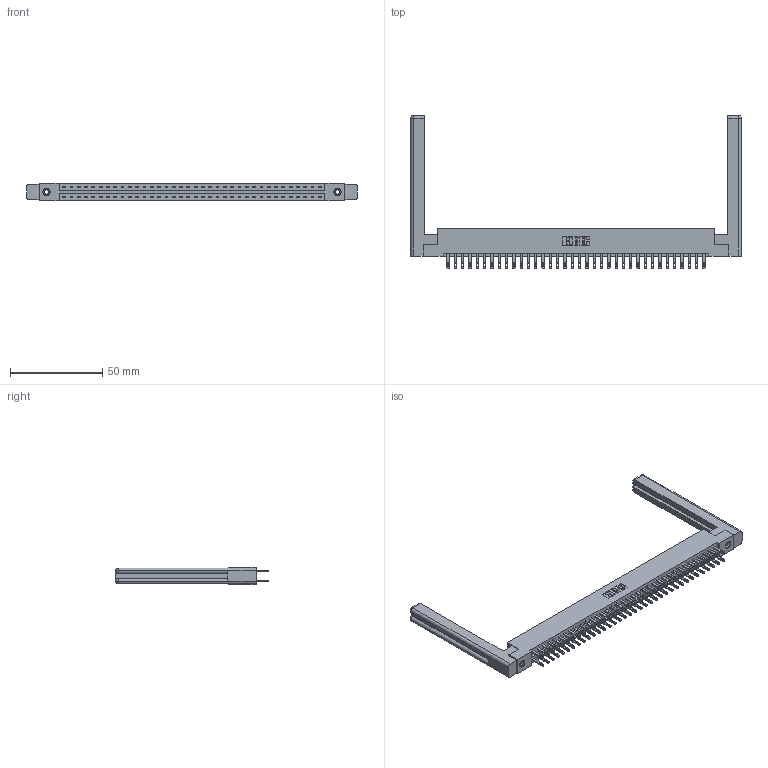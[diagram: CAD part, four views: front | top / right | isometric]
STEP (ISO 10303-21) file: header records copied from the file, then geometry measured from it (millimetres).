
FILE_DESCRIPTION (( 'STEP AP203' ), '1' );
FILE_NAME ('337-072-500-258.STEP', '2019-10-10T02:06:13', ( '' ), ( '' ), 'SwSTEP 2.0', 'SolidWorks 2016', '' );
FILE_SCHEMA (( 'CONFIG_CONTROL_DESIGN' ));
Length unit declared in the file: inch
Products named in the file (5): 307-220-058; 337 Part_Flush Mounting Lugs - 0.156 Dia-TI; 337-072-500-258; 345-292-001_345-293-100; 345-250-001_345-250-001-102
Assembly tree (77 placements, depth 2):
  337-072-500-258
    337 Part_Flush Mounting Lugs - 0.156 Dia-TI
    345-292-001_345-293-100  x72
    345-250-001_345-250-001-102  x2
    307-220-058  x2
Bounding box: 179.27 x 82.94 x 9.4 mm (x, y, z)
Volume: 26175.7 mm3; surface area: 27304.6 mm2
Topology: 77 solids, 77 shells, 3856 faces, 11681 edges, 7774 vertices
Faces by surface type: plane 2458, cylinder 1374, cone 12, torus 12
Entity records: 31252 total; most frequent: CARTESIAN_POINT 5277, ORIENTED_EDGE 5152, DIRECTION 4516, EDGE_CURVE 2576, VECTOR 2396, LINE 2396, VERTEX_POINT 1710, AXIS2_PLACEMENT_3D 1060
